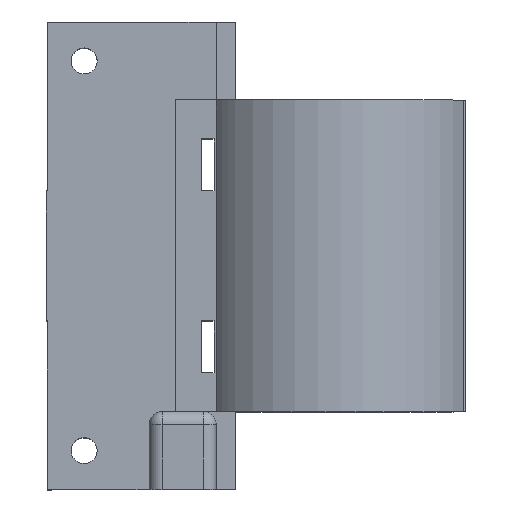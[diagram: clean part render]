
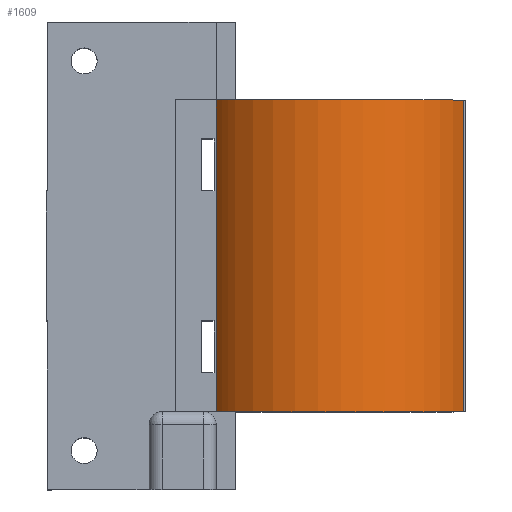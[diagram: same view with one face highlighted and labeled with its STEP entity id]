
A CAD part, top view. The second image highlights one B-rep face of the part: STEP entity #1609.
In plain terms, the highlighted cylindrical face has radius 11 mm (diameter 22 mm), a partial arc.
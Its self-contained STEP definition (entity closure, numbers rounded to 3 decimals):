
#279=LINE('',#2601,#470);
#285=LINE('',#2614,#476);
#470=VECTOR('',#2138,10.);
#476=VECTOR('',#2158,10.);
#490=CYLINDRICAL_SURFACE('',#1738,11.);
#568=FACE_OUTER_BOUND('',#662,.T.);
#662=EDGE_LOOP('',(#1510,#1511,#1512,#1513,#1514,#1515));
#676=CIRCLE('',#1644,11.);
#678=CIRCLE('',#1652,11.);
#690=CIRCLE('',#1677,11.);
#692=CIRCLE('',#1683,11.);
#718=VERTEX_POINT('',#2212);
#719=VERTEX_POINT('',#2214);
#728=VERTEX_POINT('',#2237);
#742=VERTEX_POINT('',#2271);
#770=VERTEX_POINT('',#2352);
#784=VERTEX_POINT('',#2389);
#873=EDGE_CURVE('',#719,#718,#676,.T.);
#902=EDGE_CURVE('',#742,#728,#678,.T.);
#941=EDGE_CURVE('',#728,#770,#690,.T.);
#960=EDGE_CURVE('',#718,#784,#692,.T.);
#1069=EDGE_CURVE('',#719,#742,#279,.T.);
#1075=EDGE_CURVE('',#784,#770,#285,.T.);
#1510=ORIENTED_EDGE('',*,*,#873,.T.);
#1511=ORIENTED_EDGE('',*,*,#960,.T.);
#1512=ORIENTED_EDGE('',*,*,#1075,.T.);
#1513=ORIENTED_EDGE('',*,*,#941,.F.);
#1514=ORIENTED_EDGE('',*,*,#902,.F.);
#1515=ORIENTED_EDGE('',*,*,#1069,.F.);
#1609=ADVANCED_FACE('',(#568),#490,.T.);
#1644=AXIS2_PLACEMENT_3D('',#2215,#1794,#1795);
#1652=AXIS2_PLACEMENT_3D('',#2273,#1837,#1838);
#1677=AXIS2_PLACEMENT_3D('',#2353,#1914,#1915);
#1683=AXIS2_PLACEMENT_3D('',#2390,#1943,#1944);
#1738=AXIS2_PLACEMENT_3D('',#2615,#2159,#2160);
#1794=DIRECTION('center_axis',(0.,1.,0.));
#1795=DIRECTION('ref_axis',(1.,0.,0.));
#1837=DIRECTION('center_axis',(0.,1.,0.));
#1838=DIRECTION('ref_axis',(1.,0.,0.));
#1914=DIRECTION('center_axis',(0.,1.,0.));
#1915=DIRECTION('ref_axis',(1.,0.,0.));
#1943=DIRECTION('center_axis',(0.,1.,0.));
#1944=DIRECTION('ref_axis',(1.,0.,0.));
#2138=DIRECTION('',(0.,1.,0.));
#2158=DIRECTION('',(0.,1.,0.));
#2159=DIRECTION('center_axis',(0.,1.,0.));
#2160=DIRECTION('ref_axis',(1.,0.,0.));
#2212=CARTESIAN_POINT('',(7.624,0.,38.161));
#2214=CARTESIAN_POINT('',(6.161,0.,36.547));
#2215=CARTESIAN_POINT('Origin',(15.,0.,30.));
#2237=CARTESIAN_POINT('',(7.624,24.,38.161));
#2271=CARTESIAN_POINT('',(6.161,24.,36.547));
#2273=CARTESIAN_POINT('Origin',(15.,24.,30.));
#2352=CARTESIAN_POINT('',(25.215,24.,34.082));
#2353=CARTESIAN_POINT('Origin',(15.,24.,30.));
#2389=CARTESIAN_POINT('',(25.215,0.,34.082));
#2390=CARTESIAN_POINT('Origin',(15.,0.,30.));
#2601=CARTESIAN_POINT('',(6.161,0.,36.547));
#2614=CARTESIAN_POINT('',(25.215,0.,34.082));
#2615=CARTESIAN_POINT('Origin',(15.,0.,30.));
